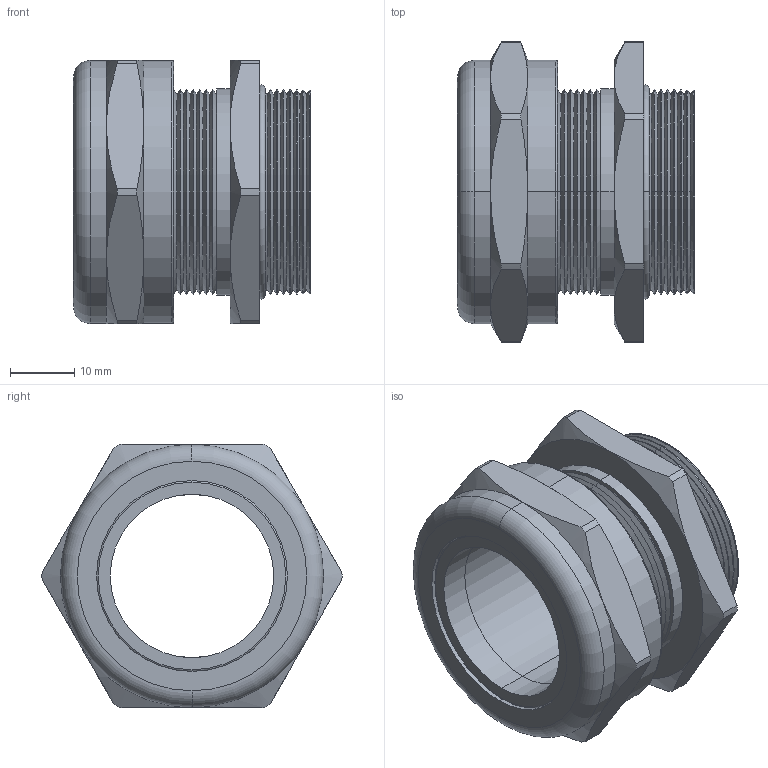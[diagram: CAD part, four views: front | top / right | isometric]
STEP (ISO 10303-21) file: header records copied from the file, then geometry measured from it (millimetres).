
FILE_DESCRIPTION (( 'STEP AP203' ), '1' );
FILE_NAME ('CD32MA-SS.STEP', '2008-03-26T10:55:47', ( '' ), ( '' ), 'SwSTEP 2.0', 'SolidWorks 2007', '' );
FILE_SCHEMA (( 'CONFIG_CONTROL_DESIGN' ));
Length unit declared in the file: inch
Products named in the file (1): CD32MA-SS
Bounding box: 36.83 x 46.62 x 40.89 mm (x, y, z)
Volume: 20842.2 mm3; surface area: 12819.4 mm2
Topology: 2 solids, 3 shells, 152 faces, 324 edges, 182 vertices
Faces by surface type: cone 94, cylinder 28, plane 22, torus 8
Entity records: 4273 total; most frequent: CARTESIAN_POINT 879, DIRECTION 760, ORIENTED_EDGE 648, EDGE_CURVE 324, AXIS2_PLACEMENT_3D 319, VERTEX_POINT 182, CIRCLE 166, EDGE_LOOP 162
